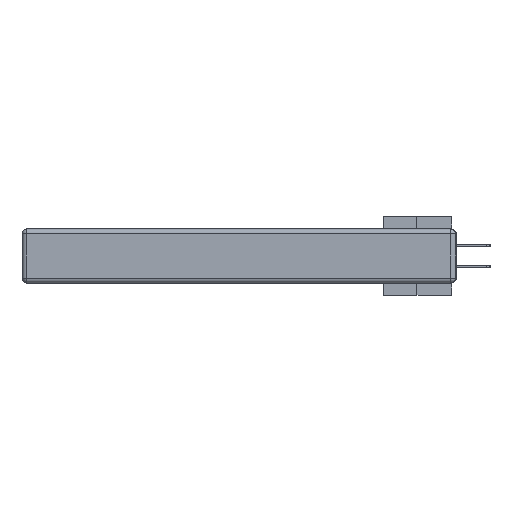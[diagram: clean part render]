
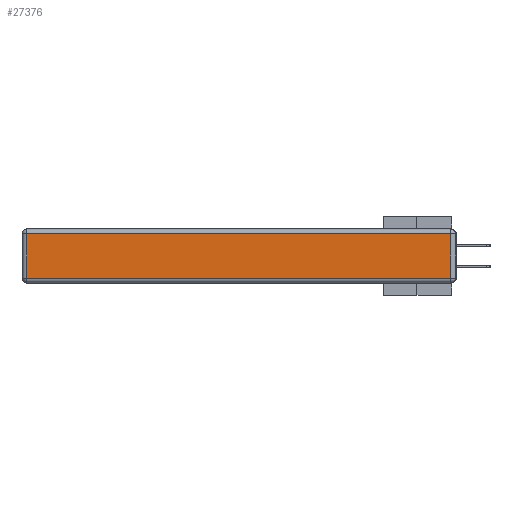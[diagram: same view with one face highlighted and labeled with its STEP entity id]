
A CAD part, left-side view. The second image highlights one B-rep face of the part: STEP entity #27376.
In plain terms, the highlighted planar face has unit normal (-1, 0, 0).
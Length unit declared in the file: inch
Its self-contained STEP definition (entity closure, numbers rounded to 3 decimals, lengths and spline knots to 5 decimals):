
#2250 = VERTEX_POINT ( 'NONE', #43810 ) ;
#2586 = VECTOR ( 'NONE', #18374, 39.37008 ) ;
#4309 = LINE ( 'NONE', #8219, #38487 ) ;
#4840 = ORIENTED_EDGE ( 'NONE', *, *, #8193, .T. ) ;
#7436 = DIRECTION ( 'NONE',  ( 0., 0., 1. ) ) ;
#7722 = ORIENTED_EDGE ( 'NONE', *, *, #19196, .T. ) ;
#7805 = EDGE_CURVE ( 'NONE', #26433, #14183, #13566, .T. ) ;
#8193 = EDGE_CURVE ( 'NONE', #2250, #26433, #26890, .T. ) ;
#8219 = CARTESIAN_POINT ( 'NONE',  ( 0., 0.03, -0.343 ) ) ;
#8225 = VECTOR ( 'NONE', #14832, 39.37008 ) ;
#10787 = CARTESIAN_POINT ( 'NONE',  ( 0., 2.75, -0.03 ) ) ;
#10799 = EDGE_CURVE ( 'NONE', #36654, #2250, #22354, .T. ) ;
#11015 = EDGE_LOOP ( 'NONE', ( #40252, #7722, #31913, #4840 ) ) ;
#13566 = LINE ( 'NONE', #15640, #30664 ) ;
#14183 = VERTEX_POINT ( 'NONE', #18280 ) ;
#14832 = DIRECTION ( 'NONE',  ( 0., 0., -1. ) ) ;
#15640 = CARTESIAN_POINT ( 'NONE',  ( 0., 0., -0.313 ) ) ;
#17243 = DIRECTION ( 'NONE',  ( -1., 0., 0. ) ) ;
#18280 = CARTESIAN_POINT ( 'NONE',  ( 0., 0.03, -0.313 ) ) ;
#18374 = DIRECTION ( 'NONE',  ( 0., 1., 0. ) ) ;
#19196 = EDGE_CURVE ( 'NONE', #14183, #36654, #4309, .T. ) ;
#20085 = CARTESIAN_POINT ( 'NONE',  ( 0., 2.72, -0.313 ) ) ;
#22354 = LINE ( 'NONE', #10787, #2586 ) ;
#22936 = FACE_OUTER_BOUND ( 'NONE', #11015, .T. ) ;
#26433 = VERTEX_POINT ( 'NONE', #20085 ) ;
#26890 = LINE ( 'NONE', #35271, #8225 ) ;
#27376 = ADVANCED_FACE ( 'NONE', ( #22936 ), #27708, .T. ) ;
#27708 = PLANE ( 'NONE',  #29868 ) ;
#29868 = AXIS2_PLACEMENT_3D ( 'NONE', #37579, #17243, #7436 ) ;
#30509 = CARTESIAN_POINT ( 'NONE',  ( 0., 0.03, -0.03 ) ) ;
#30664 = VECTOR ( 'NONE', #32813, 39.37008 ) ;
#31913 = ORIENTED_EDGE ( 'NONE', *, *, #10799, .T. ) ;
#32095 = DIRECTION ( 'NONE',  ( 0., 0., 1. ) ) ;
#32813 = DIRECTION ( 'NONE',  ( 0., -1., 0. ) ) ;
#35271 = CARTESIAN_POINT ( 'NONE',  ( 0., 2.72, -0.343 ) ) ;
#36654 = VERTEX_POINT ( 'NONE', #30509 ) ;
#37579 = CARTESIAN_POINT ( 'NONE',  ( 0., 0., -0.343 ) ) ;
#38487 = VECTOR ( 'NONE', #32095, 39.37008 ) ;
#40252 = ORIENTED_EDGE ( 'NONE', *, *, #7805, .T. ) ;
#43810 = CARTESIAN_POINT ( 'NONE',  ( 0., 2.72, -0.03 ) ) ;
